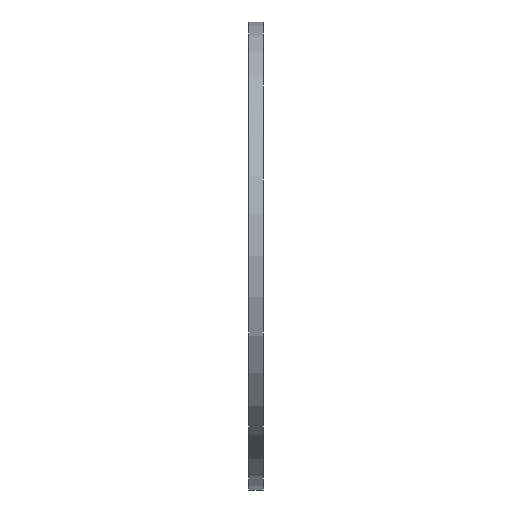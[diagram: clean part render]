
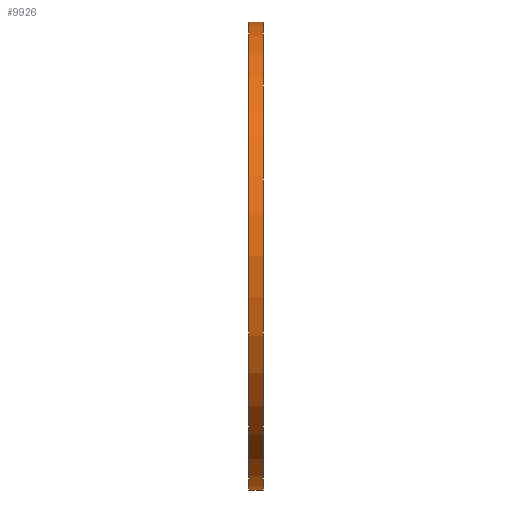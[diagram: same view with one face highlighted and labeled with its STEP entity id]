
A CAD part, left-side view. The second image highlights one B-rep face of the part: STEP entity #9926.
In plain terms, the highlighted cylindrical face has radius 100 mm (diameter 200 mm), a partial arc.
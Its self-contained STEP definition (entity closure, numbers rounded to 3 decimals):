
#7 = CARTESIAN_POINT ( 'NONE',  ( 0., 0., 0. ) ) ;
#806 = AXIS2_PLACEMENT_3D ( 'NONE', #7, #5874, #1013 ) ;
#901 = CARTESIAN_POINT ( 'NONE',  ( 0., 6., -100. ) ) ;
#1013 = DIRECTION ( 'NONE',  ( 0., 0., 1. ) ) ;
#1110 = EDGE_LOOP ( 'NONE', ( #3870, #10122, #8782, #12541 ) ) ;
#1145 = EDGE_CURVE ( 'NONE', #11265, #4603, #10118, .T. ) ;
#1314 = DIRECTION ( 'NONE',  ( 0., -1., 0. ) ) ;
#1389 = LINE ( 'NONE', #7561, #6273 ) ;
#1613 = CARTESIAN_POINT ( 'NONE',  ( 0., 0., 100. ) ) ;
#1836 = VERTEX_POINT ( 'NONE', #10673 ) ;
#1944 = CYLINDRICAL_SURFACE ( 'NONE', #9791, 100. ) ;
#2259 = FACE_OUTER_BOUND ( 'NONE', #1110, .T. ) ;
#3045 = CIRCLE ( 'NONE', #806, 100. ) ;
#3211 = DIRECTION ( 'NONE',  ( 0., 0., -1. ) ) ;
#3870 = ORIENTED_EDGE ( 'NONE', *, *, #4985, .F. ) ;
#4233 = CARTESIAN_POINT ( 'NONE',  ( 0., 6., 0. ) ) ;
#4603 = VERTEX_POINT ( 'NONE', #10792 ) ;
#4985 = EDGE_CURVE ( 'NONE', #1836, #6788, #1389, .T. ) ;
#5008 = DIRECTION ( 'NONE',  ( 0., -1., 0. ) ) ;
#5345 = CIRCLE ( 'NONE', #7022, 100. ) ;
#5874 = DIRECTION ( 'NONE',  ( 0., 1., 0. ) ) ;
#6273 = VECTOR ( 'NONE', #9552, 1000. ) ;
#6788 = VERTEX_POINT ( 'NONE', #1613 ) ;
#7022 = AXIS2_PLACEMENT_3D ( 'NONE', #9955, #9018, #7072 ) ;
#7041 = CARTESIAN_POINT ( 'NONE',  ( 0., 6., -100. ) ) ;
#7072 = DIRECTION ( 'NONE',  ( 0., 0., 1. ) ) ;
#7561 = CARTESIAN_POINT ( 'NONE',  ( 0., 6., 100. ) ) ;
#8467 = VECTOR ( 'NONE', #5008, 1000. ) ;
#8603 = EDGE_CURVE ( 'NONE', #11265, #1836, #5345, .T. ) ;
#8782 = ORIENTED_EDGE ( 'NONE', *, *, #1145, .T. ) ;
#9018 = DIRECTION ( 'NONE',  ( 0., 1., 0. ) ) ;
#9552 = DIRECTION ( 'NONE',  ( 0., -1., 0. ) ) ;
#9658 = EDGE_CURVE ( 'NONE', #4603, #6788, #3045, .T. ) ;
#9791 = AXIS2_PLACEMENT_3D ( 'NONE', #4233, #1314, #3211 ) ;
#9926 = ADVANCED_FACE ( 'NONE', ( #2259 ), #1944, .T. ) ;
#9955 = CARTESIAN_POINT ( 'NONE',  ( 0., 6., 0. ) ) ;
#10118 = LINE ( 'NONE', #7041, #8467 ) ;
#10122 = ORIENTED_EDGE ( 'NONE', *, *, #8603, .F. ) ;
#10673 = CARTESIAN_POINT ( 'NONE',  ( 0., 6., 100. ) ) ;
#10792 = CARTESIAN_POINT ( 'NONE',  ( 0., 0., -100. ) ) ;
#11265 = VERTEX_POINT ( 'NONE', #901 ) ;
#12541 = ORIENTED_EDGE ( 'NONE', *, *, #9658, .T. ) ;
